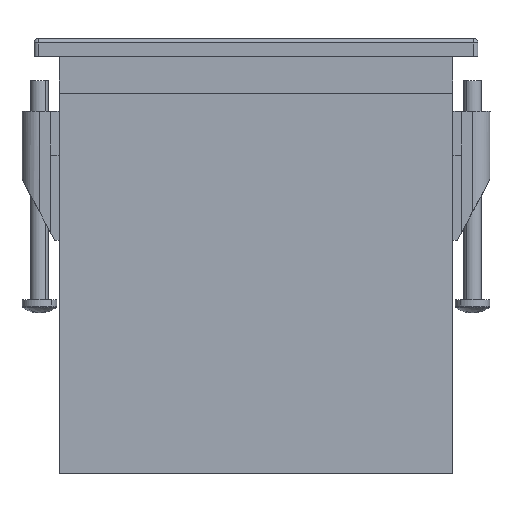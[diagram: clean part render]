
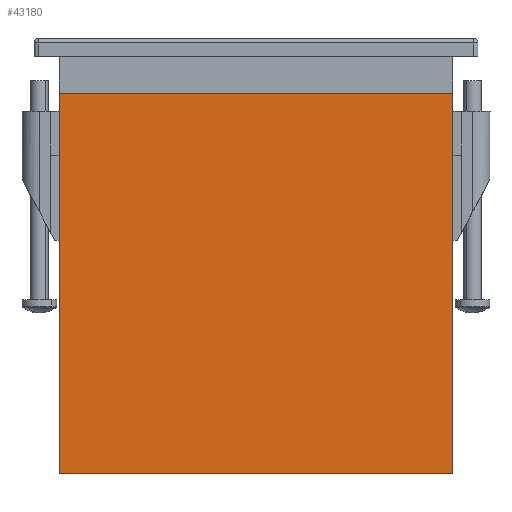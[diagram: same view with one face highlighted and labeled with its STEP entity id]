
A CAD part, front view. The second image highlights one B-rep face of the part: STEP entity #43180.
In plain terms, the highlighted planar face has unit normal (0, -1, 0).
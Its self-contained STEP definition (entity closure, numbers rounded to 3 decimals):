
#286 = CARTESIAN_POINT ( 'NONE',  ( -45., -20.5, -90.5 ) ) ;
#289 = DIRECTION ( 'NONE',  ( 0., 0., 1. ) ) ;
#595 = CARTESIAN_POINT ( 'NONE',  ( 45., -20.5, -99.5 ) ) ;
#596 = DIRECTION ( 'NONE',  ( -1., 0., 0. ) ) ;
#609 = CARTESIAN_POINT ( 'NONE',  ( 45., -20.5, -90.5 ) ) ;
#610 = DIRECTION ( 'NONE',  ( 0., 0., 1. ) ) ;
#613 = CARTESIAN_POINT ( 'NONE',  ( 45., -20.5, -12.5 ) ) ;
#614 = DIRECTION ( 'NONE',  ( -1., 0., 0. ) ) ;
#2351 = EDGE_CURVE ( 'NONE', #7532, #7527, #17627, .T. ) ;
#2496 = EDGE_CURVE ( 'NONE', #6729, #7532, #5325, .T. ) ;
#2503 = EDGE_CURVE ( 'NONE', #6729, #6728, #5339, .T. ) ;
#2505 = EDGE_CURVE ( 'NONE', #6728, #7527, #5342, .T. ) ;
#5325 = LINE ( 'NONE', #595, #5326 ) ;
#5326 = VECTOR ( 'NONE', #596, 1000. ) ;
#5339 = LINE ( 'NONE', #609, #5340 ) ;
#5340 = VECTOR ( 'NONE', #610, 1000. ) ;
#5342 = LINE ( 'NONE', #613, #5343 ) ;
#5343 = VECTOR ( 'NONE', #614, 1000. ) ;
#6728 = VERTEX_POINT ( 'NONE', #9392 ) ;
#6729 = VERTEX_POINT ( 'NONE', #9393 ) ;
#7527 = VERTEX_POINT ( 'NONE', #10781 ) ;
#7532 = VERTEX_POINT ( 'NONE', #10791 ) ;
#9392 = CARTESIAN_POINT ( 'NONE',  ( 45., -20.5, -12.5 ) ) ;
#9393 = CARTESIAN_POINT ( 'NONE',  ( 45., -20.5, -99.5 ) ) ;
#10781 = CARTESIAN_POINT ( 'NONE',  ( -45., -20.5, -12.5 ) ) ;
#10791 = CARTESIAN_POINT ( 'NONE',  ( -45., -20.5, -99.5 ) ) ;
#12618 = EDGE_LOOP ( 'NONE', ( #37514, #37515, #37516, #37517 ) ) ;
#17627 = LINE ( 'NONE', #286, #17632 ) ;
#17632 = VECTOR ( 'NONE', #289, 1000. ) ;
#28572 = AXIS2_PLACEMENT_3D ( 'NONE', #30287, #30307, #30308 ) ;
#30287 = CARTESIAN_POINT ( 'NONE',  ( 45., -20.5, -90.5 ) ) ;
#30295 = PLANE ( 'NONE',  #28572 ) ;
#30307 = DIRECTION ( 'NONE',  ( 0., 1., 0. ) ) ;
#30308 = DIRECTION ( 'NONE',  ( 0., 0., 1. ) ) ;
#31039 = FACE_OUTER_BOUND ( 'NONE', #12618, .T. ) ;
#37514 = ORIENTED_EDGE ( 'NONE', *, *, #2505, .T. ) ;
#37515 = ORIENTED_EDGE ( 'NONE', *, *, #2351, .F. ) ;
#37516 = ORIENTED_EDGE ( 'NONE', *, *, #2496, .F. ) ;
#37517 = ORIENTED_EDGE ( 'NONE', *, *, #2503, .T. ) ;
#43180 = ADVANCED_FACE ( 'NONE', ( #31039 ), #30295, .F. ) ;
